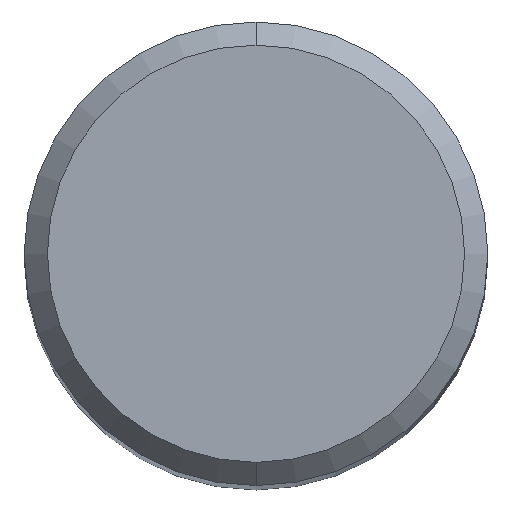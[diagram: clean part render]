
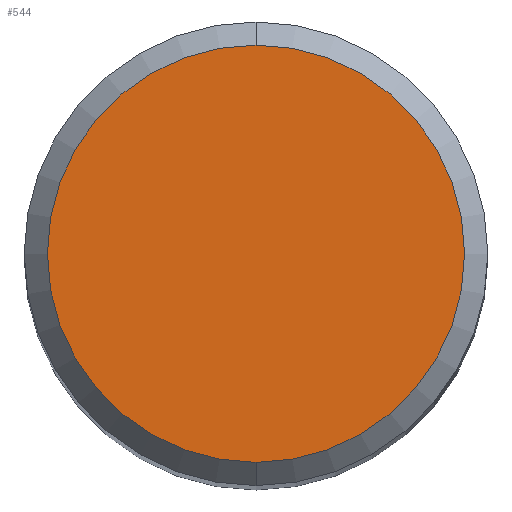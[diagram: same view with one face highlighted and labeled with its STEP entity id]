
A CAD part, top view. The second image highlights one B-rep face of the part: STEP entity #544.
In plain terms, the highlighted planar face has unit normal (0, 0, 1).
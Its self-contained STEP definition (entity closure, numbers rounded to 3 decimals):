
#428=VERTEX_POINT('',#1071);
#500=VERTEX_POINT('',#1148);
#544=ADVANCED_FACE('',(#1198),#1199,.T.);
#672=EDGE_CURVE('',#500,#428,#1336,.T.);
#854=EDGE_CURVE('',#428,#500,#1535,.T.);
#1071=CARTESIAN_POINT('',(0.0,5.4,0.0));
#1148=CARTESIAN_POINT('',(0.,-5.4,0.0));
#1198=FACE_OUTER_BOUND('',#6794,.T.);
#1199=PLANE('',#6795);
#1336=CIRCLE('',#7885,5.4);
#1535=CIRCLE('',#10129,5.4);
#6794=EDGE_LOOP('',(#11051,#11052));
#6795=AXIS2_PLACEMENT_3D('',#11053,#11054,#11055);
#7885=AXIS2_PLACEMENT_3D('',#11197,#11198,#11199);
#10129=AXIS2_PLACEMENT_3D('',#11392,#11393,#11394);
#11051=ORIENTED_EDGE('',*,*,#854,.F.);
#11052=ORIENTED_EDGE('',*,*,#672,.F.);
#11053=CARTESIAN_POINT('',(0.0,2.7,0.0));
#11054=DIRECTION('',(-0.0,0.0,1.0));
#11055=DIRECTION('',(0.0,-1.0,0.0));
#11197=CARTESIAN_POINT('',(0.0,0.0,0.0));
#11198=DIRECTION('',(0.0,0.0,-1.0));
#11199=DIRECTION('',(0.0,1.0,0.0));
#11392=CARTESIAN_POINT('',(0.0,0.0,0.0));
#11393=DIRECTION('',(0.0,0.0,-1.0));
#11394=DIRECTION('',(0.0,1.0,0.0));
